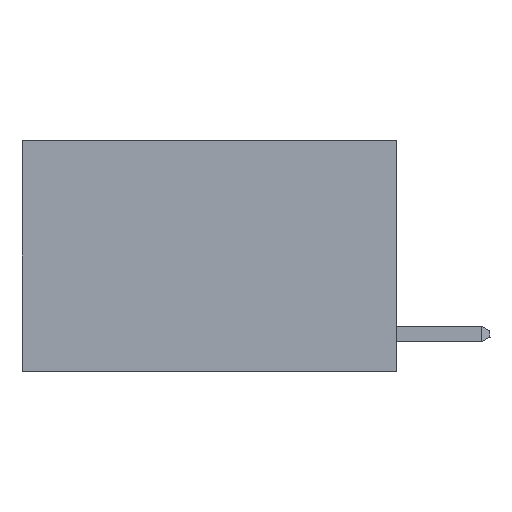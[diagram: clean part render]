
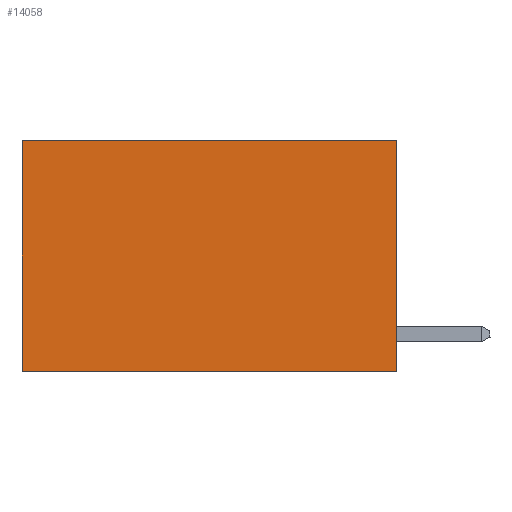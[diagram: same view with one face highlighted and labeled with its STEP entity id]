
A CAD part, left-side view. The second image highlights one B-rep face of the part: STEP entity #14058.
In plain terms, the highlighted planar face has unit normal (-1, 0, 0).
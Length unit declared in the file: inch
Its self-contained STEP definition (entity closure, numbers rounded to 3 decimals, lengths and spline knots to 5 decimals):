
#475 = VERTEX_POINT ( 'NONE', #7099 ) ;
#1269 = EDGE_LOOP ( 'NONE', ( #11123, #10918, #4840, #4174 ) ) ;
#1285 = LINE ( 'NONE', #14514, #7140 ) ;
#1326 = DIRECTION ( 'NONE',  ( 0., 1., 0. ) ) ;
#1515 = DIRECTION ( 'NONE',  ( 0., 1., 0. ) ) ;
#2884 = LINE ( 'NONE', #5007, #11772 ) ;
#2965 = VERTEX_POINT ( 'NONE', #5214 ) ;
#3099 = LINE ( 'NONE', #6004, #15036 ) ;
#3335 = EDGE_CURVE ( 'NONE', #2965, #475, #1285, .T. ) ;
#3702 = VECTOR ( 'NONE', #10244, 39.37008 ) ;
#4174 = ORIENTED_EDGE ( 'NONE', *, *, #13306, .T. ) ;
#4840 = ORIENTED_EDGE ( 'NONE', *, *, #14025, .F. ) ;
#5007 = CARTESIAN_POINT ( 'NONE',  ( 0.2625, 0., 0. ) ) ;
#5214 = CARTESIAN_POINT ( 'NONE',  ( 0.2625, 0., -0.37 ) ) ;
#6004 = CARTESIAN_POINT ( 'NONE',  ( 0.2625, 0., 0. ) ) ;
#6235 = DIRECTION ( 'NONE',  ( 0., 0., -1. ) ) ;
#7099 = CARTESIAN_POINT ( 'NONE',  ( 0.2625, 0.6, -0.37 ) ) ;
#7140 = VECTOR ( 'NONE', #1515, 39.37008 ) ;
#7336 = CARTESIAN_POINT ( 'NONE',  ( 0.2625, 0., 0. ) ) ;
#7523 = VERTEX_POINT ( 'NONE', #12147 ) ;
#7662 = AXIS2_PLACEMENT_3D ( 'NONE', #7336, #13168, #6235 ) ;
#8769 = LINE ( 'NONE', #13801, #3702 ) ;
#9709 = CARTESIAN_POINT ( 'NONE',  ( 0.2625, 0.6, 0. ) ) ;
#9847 = VERTEX_POINT ( 'NONE', #9709 ) ;
#10244 = DIRECTION ( 'NONE',  ( 0., 0., -1. ) ) ;
#10705 = EDGE_CURVE ( 'NONE', #9847, #475, #8769, .T. ) ;
#10918 = ORIENTED_EDGE ( 'NONE', *, *, #3335, .F. ) ;
#11123 = ORIENTED_EDGE ( 'NONE', *, *, #10705, .T. ) ;
#11772 = VECTOR ( 'NONE', #11957, 39.37008 ) ;
#11957 = DIRECTION ( 'NONE',  ( 0., 0., -1. ) ) ;
#12002 = PLANE ( 'NONE',  #7662 ) ;
#12147 = CARTESIAN_POINT ( 'NONE',  ( 0.2625, 0., 0. ) ) ;
#13168 = DIRECTION ( 'NONE',  ( 1., 0., 0. ) ) ;
#13306 = EDGE_CURVE ( 'NONE', #7523, #9847, #3099, .T. ) ;
#13801 = CARTESIAN_POINT ( 'NONE',  ( 0.2625, 0.6, 0. ) ) ;
#14025 = EDGE_CURVE ( 'NONE', #7523, #2965, #2884, .T. ) ;
#14058 = ADVANCED_FACE ( 'NONE', ( #14147 ), #12002, .F. ) ;
#14147 = FACE_OUTER_BOUND ( 'NONE', #1269, .T. ) ;
#14514 = CARTESIAN_POINT ( 'NONE',  ( 0.2625, 0., -0.37 ) ) ;
#15036 = VECTOR ( 'NONE', #1326, 39.37008 ) ;
